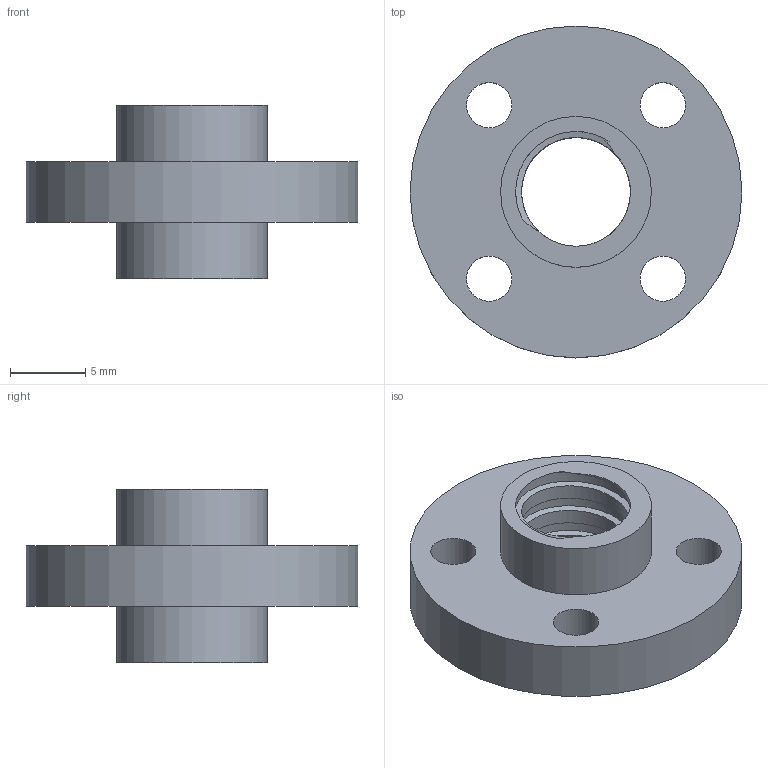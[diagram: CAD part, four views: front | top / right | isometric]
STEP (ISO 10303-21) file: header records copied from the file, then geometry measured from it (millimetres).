
FILE_DESCRIPTION(/* description */ (''),/* implementation_level */ '2;1');
FILE_NAME(/* name */ 'Trident Leadscrew Nut T8x4.step',/* time_stamp */ '2024-06-23T15:19:07+02:00',/* author */ (''),/* organization */ (''),/* preprocessor_version */ 'ST-DEVELOPER v20',/* originating_system */ 'Autodesk Translation Framework v13.14.0.145',/* authorisation */ '');
FILE_SCHEMA (('AUTOMOTIVE_DESIGN { 1 0 10303 214 3 1 1 }'));
Length unit declared in the file: millimetre
Products named in the file (2): (Unsaved); Leadscrew Nut
Assembly tree (1 placements, depth 2):
  (Unsaved)
    Leadscrew Nut
Bounding box: 22 x 22 x 11.5 mm (x, y, z)
Volume: 1478.5 mm3; surface area: 1633.3 mm2
Topology: 1 solids, 1 shells, 27 faces, 69 edges, 46 vertices
Faces by surface type: cylinder 21, plane 4, bspline 2
Full cylindrical faces by diameter (mm): 3 x4, 7.211 x5, 8 x5, 10 x2, 22 x1
Entity records: 8395 total; most frequent: CARTESIAN_POINT 7702, ORIENTED_EDGE 138, DIRECTION 117, EDGE_CURVE 69, AXIS2_PLACEMENT_3D 49, VERTEX_POINT 46, EDGE_LOOP 39, B_SPLINE_CURVE_WITH_KNOTS 29
